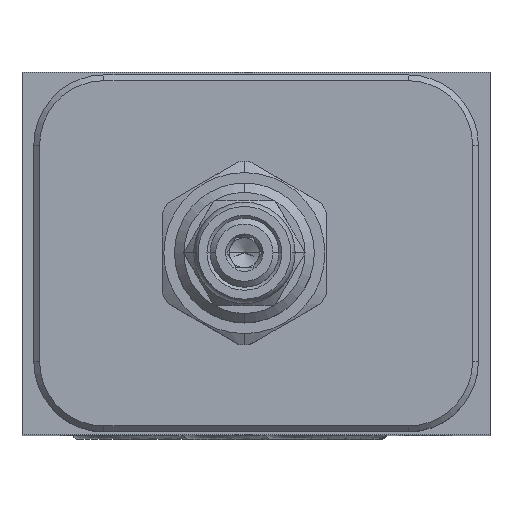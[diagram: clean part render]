
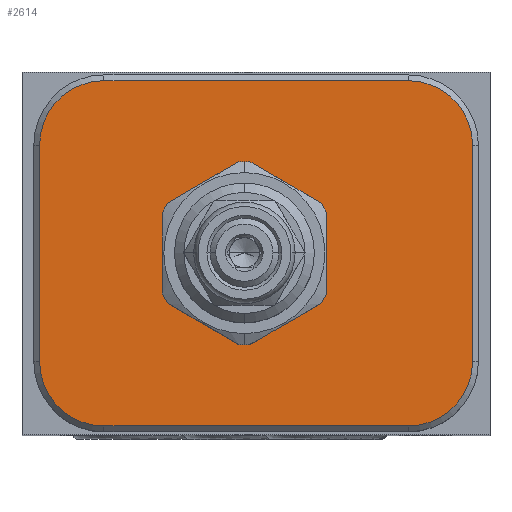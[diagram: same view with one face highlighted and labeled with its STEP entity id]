
A CAD part, top view. The second image highlights one B-rep face of the part: STEP entity #2614.
In plain terms, the highlighted planar face has unit normal (0, 0, 1).
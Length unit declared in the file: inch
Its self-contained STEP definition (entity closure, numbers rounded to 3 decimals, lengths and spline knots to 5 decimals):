
#75=CARTESIAN_POINT('',(0.438,-1.547,3.812));
#76=DIRECTION('',(0.,0.,-1.));
#77=DIRECTION('',(0.,-1.,0.));
#78=AXIS2_PLACEMENT_3D('',#75,#76,#77);
#89=CARTESIAN_POINT('',(1.188,-0.969,3.812));
#90=DIRECTION('',(0.,0.,-1.));
#91=DIRECTION('',(-1.,0.,0.));
#92=AXIS2_PLACEMENT_3D('',#89,#90,#91);
#94=CARTESIAN_POINT('',(1.188,-0.969,3.812));
#95=DIRECTION('',(0.,0.,-1.));
#96=DIRECTION('',(1.,0.,0.));
#97=AXIS2_PLACEMENT_3D('',#94,#95,#96);
#2093=DIRECTION('',(0.,1.,0.));
#2094=VECTOR('',#2093,1.156);
#2095=CARTESIAN_POINT('',(0.094,-1.547,3.812));
#2096=LINE('',#2095,#2094);
#2113=CARTESIAN_POINT('',(0.438,-0.391,3.812));
#2114=DIRECTION('',(0.,0.,-1.));
#2115=DIRECTION('',(-1.,0.,0.));
#2116=AXIS2_PLACEMENT_3D('',#2113,#2114,#2115);
#2131=DIRECTION('',(1.,0.,0.));
#2132=VECTOR('',#2131,1.625);
#2133=CARTESIAN_POINT('',(0.438,-0.047,3.812));
#2134=LINE('',#2133,#2132);
#2147=CARTESIAN_POINT('',(2.063,-0.391,3.812));
#2148=DIRECTION('',(0.,0.,-1.));
#2149=DIRECTION('',(0.,1.,0.));
#2150=AXIS2_PLACEMENT_3D('',#2147,#2148,#2149);
#2161=DIRECTION('',(0.,-1.,0.));
#2162=VECTOR('',#2161,1.156);
#2163=CARTESIAN_POINT('',(2.407,-0.391,3.812));
#2164=LINE('',#2163,#2162);
#2181=CARTESIAN_POINT('',(2.063,-1.547,3.812));
#2182=DIRECTION('',(0.,0.,-1.));
#2183=DIRECTION('',(1.,0.,0.));
#2184=AXIS2_PLACEMENT_3D('',#2181,#2182,#2183);
#2195=DIRECTION('',(-1.,0.,0.));
#2196=VECTOR('',#2195,1.625);
#2197=CARTESIAN_POINT('',(2.063,-1.891,3.812));
#2198=LINE('',#2197,#2196);
#2255=CARTESIAN_POINT('',(1.6185,-0.969,
3.812));
#2256=VERTEX_POINT('',#2255);
#2261=CARTESIAN_POINT('',(0.7575,-0.969,
3.812));
#2262=VERTEX_POINT('',#2261);
#2287=CARTESIAN_POINT('',(0.438,-0.047,3.812));
#2288=CARTESIAN_POINT('',(2.063,-0.047,3.812));
#2289=VERTEX_POINT('',#2287);
#2290=VERTEX_POINT('',#2288);
#2295=CARTESIAN_POINT('',(2.407,-0.391,3.812));
#2296=VERTEX_POINT('',#2295);
#2299=CARTESIAN_POINT('',(2.407,-1.547,3.812));
#2300=VERTEX_POINT('',#2299);
#2303=CARTESIAN_POINT('',(2.063,-1.891,3.812));
#2304=VERTEX_POINT('',#2303);
#2307=CARTESIAN_POINT('',(0.438,-1.891,3.812));
#2308=VERTEX_POINT('',#2307);
#2311=CARTESIAN_POINT('',(0.094,-1.547,3.812));
#2312=VERTEX_POINT('',#2311);
#2315=CARTESIAN_POINT('',(0.094,-0.391,3.812));
#2316=VERTEX_POINT('',#2315);
#2586=CARTESIAN_POINT('',(0.,0.,3.812));
#2587=DIRECTION('',(0.,0.,1.));
#2588=DIRECTION('',(1.,0.,0.));
#2589=AXIS2_PLACEMENT_3D('',#2586,#2587,#2588);
#2590=PLANE('',#2589);
#2591=ORIENTED_EDGE('',*,*,#2576,.T.);
#2593=ORIENTED_EDGE('',*,*,#2592,.T.);
#2595=ORIENTED_EDGE('',*,*,#2594,.T.);
#2597=ORIENTED_EDGE('',*,*,#2596,.T.);
#2599=ORIENTED_EDGE('',*,*,#2598,.T.);
#2601=ORIENTED_EDGE('',*,*,#2600,.T.);
#2603=ORIENTED_EDGE('',*,*,#2602,.T.);
#2605=ORIENTED_EDGE('',*,*,#2604,.T.);
#2606=EDGE_LOOP('',(#2591,#2593,#2595,#2597,#2599,#2601,#2603,#2605));
#2607=FACE_OUTER_BOUND('',#2606,.F.);
#2609=ORIENTED_EDGE('',*,*,#2608,.F.);
#2611=ORIENTED_EDGE('',*,*,#2610,.F.);
#2612=EDGE_LOOP('',(#2609,#2611));
#2613=FACE_BOUND('',#2612,.F.);
#2614=ADVANCED_FACE('',(#2607,#2613),#2590,.T.);
#79=CIRCLE('',#78,0.344);
#93=CIRCLE('',#92,0.4305);
#98=CIRCLE('',#97,0.4305);
#2117=CIRCLE('',#2116,0.344);
#2151=CIRCLE('',#2150,0.344);
#2185=CIRCLE('',#2184,0.344);
#2576=EDGE_CURVE('',#2308,#2312,#79,.T.);
#2592=EDGE_CURVE('',#2312,#2316,#2096,.T.);
#2594=EDGE_CURVE('',#2316,#2289,#2117,.T.);
#2596=EDGE_CURVE('',#2289,#2290,#2134,.T.);
#2598=EDGE_CURVE('',#2290,#2296,#2151,.T.);
#2600=EDGE_CURVE('',#2296,#2300,#2164,.T.);
#2602=EDGE_CURVE('',#2300,#2304,#2185,.T.);
#2604=EDGE_CURVE('',#2304,#2308,#2198,.T.);
#2608=EDGE_CURVE('',#2262,#2256,#93,.T.);
#2610=EDGE_CURVE('',#2256,#2262,#98,.T.);
